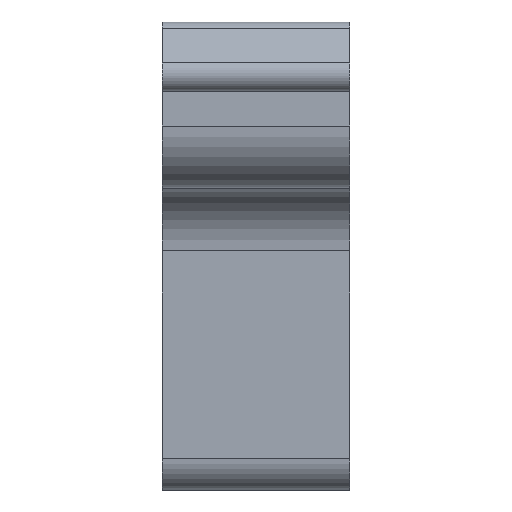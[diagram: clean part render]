
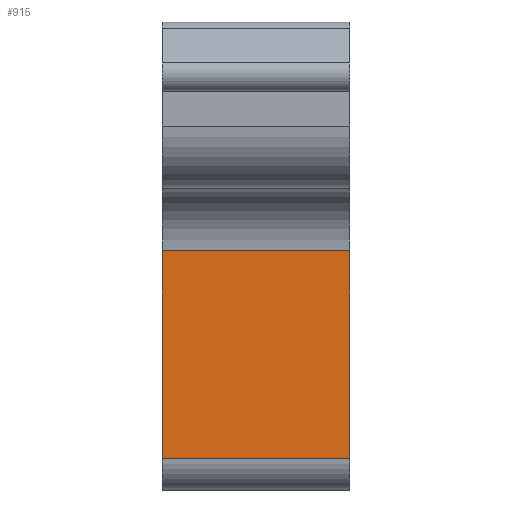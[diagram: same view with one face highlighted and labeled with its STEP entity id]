
A CAD part, front view. The second image highlights one B-rep face of the part: STEP entity #915.
In plain terms, the highlighted planar face has unit normal (0, -1, 0).
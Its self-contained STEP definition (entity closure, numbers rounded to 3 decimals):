
#69=FACE_OUTER_BOUND('',#117,.T.);
#117=EDGE_LOOP('',(#665,#666,#667,#668));
#185=LINE('',#1393,#291);
#197=LINE('',#1419,#303);
#198=LINE('',#1423,#304);
#199=LINE('',#1424,#305);
#291=VECTOR('',#1103,10.);
#303=VECTOR('',#1123,10.);
#304=VECTOR('',#1128,10.);
#305=VECTOR('',#1129,10.);
#410=VERTEX_POINT('',#1390);
#411=VERTEX_POINT('',#1392);
#421=VERTEX_POINT('',#1418);
#422=VERTEX_POINT('',#1422);
#504=EDGE_CURVE('',#410,#411,#185,.T.);
#517=EDGE_CURVE('',#411,#421,#197,.T.);
#519=EDGE_CURVE('',#422,#410,#198,.T.);
#520=EDGE_CURVE('',#421,#422,#199,.T.);
#665=ORIENTED_EDGE('',*,*,#517,.F.);
#666=ORIENTED_EDGE('',*,*,#504,.F.);
#667=ORIENTED_EDGE('',*,*,#519,.F.);
#668=ORIENTED_EDGE('',*,*,#520,.F.);
#882=PLANE('',#982);
#915=ADVANCED_FACE('',(#69),#882,.T.);
#982=AXIS2_PLACEMENT_3D('',#1421,#1126,#1127);
#1103=DIRECTION('',(0.,0.,-1.));
#1123=DIRECTION('',(-1.,0.,0.));
#1126=DIRECTION('center_axis',(0.,-1.,0.));
#1127=DIRECTION('ref_axis',(-1.,0.,0.));
#1128=DIRECTION('',(1.,0.,0.));
#1129=DIRECTION('',(0.,0.,1.));
#1390=CARTESIAN_POINT('',(9.,20.1,52.025));
#1392=CARTESIAN_POINT('',(9.,20.1,42.025));
#1393=CARTESIAN_POINT('',(9.,20.1,53.525));
#1418=CARTESIAN_POINT('',(0.,20.1,42.025));
#1419=CARTESIAN_POINT('',(6.375,20.1,42.025));
#1421=CARTESIAN_POINT('Origin',(8.5,20.1,53.525));
#1422=CARTESIAN_POINT('',(0.,20.1,52.025));
#1423=CARTESIAN_POINT('',(9.25,20.1,52.025));
#1424=CARTESIAN_POINT('',(0.,20.1,55.709));
